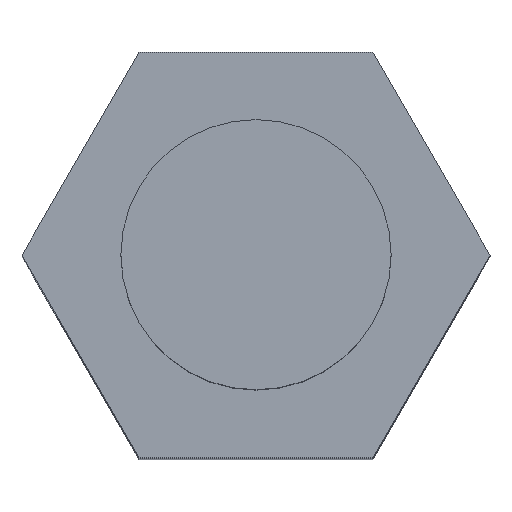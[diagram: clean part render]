
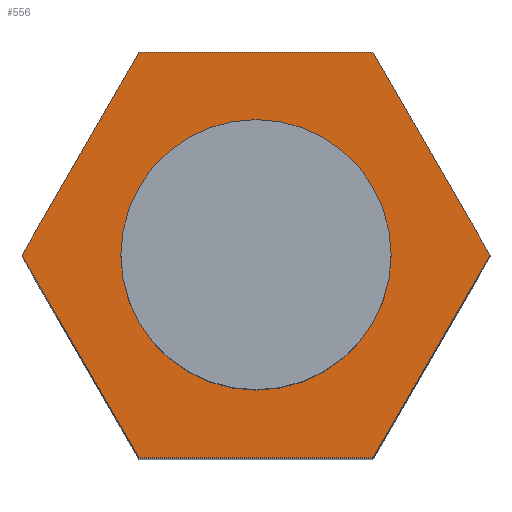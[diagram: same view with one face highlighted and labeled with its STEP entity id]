
A CAD part, top view. The second image highlights one B-rep face of the part: STEP entity #556.
In plain terms, the highlighted planar face has unit normal (0, 0, 1).
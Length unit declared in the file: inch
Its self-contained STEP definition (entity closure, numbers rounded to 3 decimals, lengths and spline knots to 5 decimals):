
#281=CARTESIAN_POINT('',(0.10825,-0.1875,0.5));
#282=VERTEX_POINT('',#281);
#289=CARTESIAN_POINT('',(-0.10825,-0.1875,0.5));
#290=VERTEX_POINT('',#289);
#291=CARTESIAN_POINT('',(0.10825,-0.1875,0.5));
#292=DIRECTION('',(-1.0,0.0,0.0));
#293=VECTOR('',#292,0.21651);
#294=LINE('',#291,#293);
#295=EDGE_CURVE('',#282,#290,#294,.T.);
#312=CARTESIAN_POINT('',(0.21651,0.,0.5));
#313=VERTEX_POINT('',#312);
#320=CARTESIAN_POINT('',(0.21651,0.,0.5));
#321=DIRECTION('',(-0.5,-0.866,0.0));
#322=VECTOR('',#321,0.21651);
#323=LINE('',#320,#322);
#324=EDGE_CURVE('',#313,#282,#323,.T.);
#360=CARTESIAN_POINT('',(0.10825,0.1875,0.5));
#361=VERTEX_POINT('',#360);
#368=CARTESIAN_POINT('',(0.10825,0.1875,0.5));
#369=DIRECTION('',(0.5,-0.866,0.0));
#370=VECTOR('',#369,0.21651);
#371=LINE('',#368,#370);
#372=EDGE_CURVE('',#361,#313,#371,.T.);
#465=CARTESIAN_POINT('',(-0.21651,0.,0.5));
#466=VERTEX_POINT('',#465);
#473=CARTESIAN_POINT('',(-0.10825,0.1875,0.5));
#474=VERTEX_POINT('',#473);
#475=CARTESIAN_POINT('',(-0.21651,0.0,0.5));
#476=DIRECTION('',(0.5,0.866,0.0));
#477=VECTOR('',#476,0.21651);
#478=LINE('',#475,#477);
#479=EDGE_CURVE('',#466,#474,#478,.T.);
#497=CARTESIAN_POINT('',(-0.10825,-0.1875,0.5));
#498=DIRECTION('',(-0.5,0.866,0.0));
#499=VECTOR('',#498,0.21651);
#500=LINE('',#497,#499);
#501=EDGE_CURVE('',#290,#466,#500,.T.);
#512=CARTESIAN_POINT('',(0.125,0.,0.5));
#513=VERTEX_POINT('',#512);
#514=CARTESIAN_POINT('',(0.0,0.0,0.5));
#515=DIRECTION('',(0.0,0.0,1.0));
#516=DIRECTION('',(-1.0,0.0,0.0));
#517=AXIS2_PLACEMENT_3D('',#514,#515,#516);
#518=CIRCLE('',#517,0.125);
#519=EDGE_CURVE('',#513,#513,#518,.T.);
#535=CARTESIAN_POINT('',(0.,0.,0.5));
#536=DIRECTION('',(0.0,0.0,1.0));
#537=DIRECTION('',(1.0,0.0,0.0));
#538=AXIS2_PLACEMENT_3D('',#535,#536,#537);
#539=PLANE('',#538);
#540=ORIENTED_EDGE('',*,*,#372,.F.);
#541=CARTESIAN_POINT('',(-0.10825,0.1875,0.5));
#542=DIRECTION('',(1.0,0.0,0.0));
#543=VECTOR('',#542,0.21651);
#544=LINE('',#541,#543);
#545=EDGE_CURVE('',#474,#361,#544,.T.);
#546=ORIENTED_EDGE('',*,*,#545,.F.);
#547=ORIENTED_EDGE('',*,*,#479,.F.);
#548=ORIENTED_EDGE('',*,*,#501,.F.);
#549=ORIENTED_EDGE('',*,*,#295,.F.);
#550=ORIENTED_EDGE('',*,*,#324,.F.);
#551=EDGE_LOOP('',(#540,#546,#547,#548,#549,#550));
#552=FACE_OUTER_BOUND('',#551,.T.);
#553=ORIENTED_EDGE('',*,*,#519,.F.);
#554=EDGE_LOOP('',(#553));
#555=FACE_BOUND('',#554,.T.);
#556=ADVANCED_FACE('',(#552,#555),#539,.T.);
